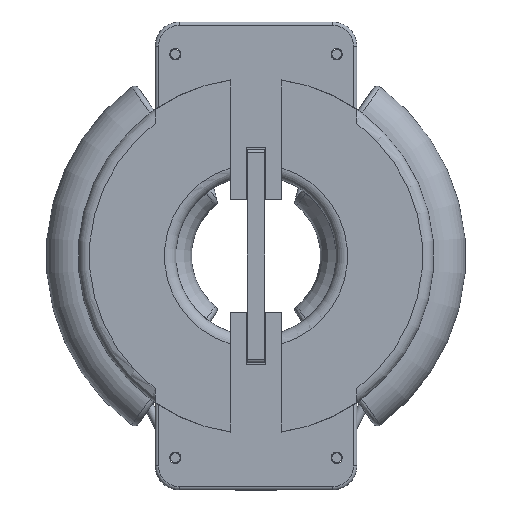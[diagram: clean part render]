
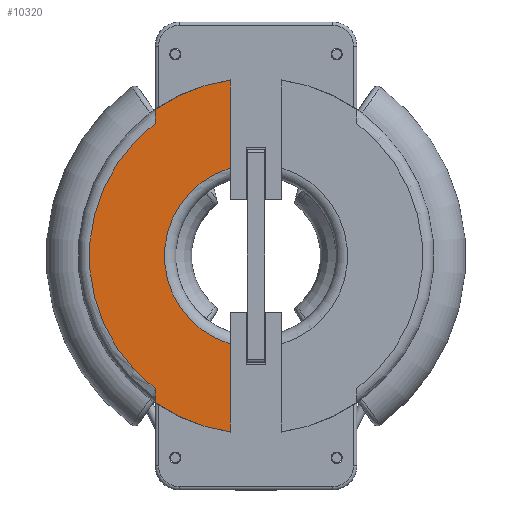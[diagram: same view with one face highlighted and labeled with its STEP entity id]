
A CAD part, front view. The second image highlights one B-rep face of the part: STEP entity #10320.
In plain terms, the highlighted planar face has unit normal (0, -1, 0).
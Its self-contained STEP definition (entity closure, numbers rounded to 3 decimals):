
#89 = DIRECTION ( 'NONE',  ( 0., 0., -1. ) ) ;
#592 = ORIENTED_EDGE ( 'NONE', *, *, #11539, .T. ) ;
#602 = EDGE_CURVE ( 'NONE', #7404, #6099, #1824, .T. ) ;
#614 = CARTESIAN_POINT ( 'NONE',  ( 0., -4.625, 0. ) ) ;
#617 = LINE ( 'NONE', #16126, #6114 ) ;
#630 = ORIENTED_EDGE ( 'NONE', *, *, #2704, .T. ) ;
#1014 = ORIENTED_EDGE ( 'NONE', *, *, #2475, .T. ) ;
#1338 = DIRECTION ( 'NONE',  ( 0., 0., 1. ) ) ;
#1824 = CIRCLE ( 'NONE', #8379, 10.325 ) ;
#2032 = EDGE_CURVE ( 'NONE', #11906, #11036, #9177, .T. ) ;
#2276 = CARTESIAN_POINT ( 'NONE',  ( 0., -4.625, 0. ) ) ;
#2475 = EDGE_CURVE ( 'NONE', #11906, #5882, #617, .T. ) ;
#2601 = CIRCLE ( 'NONE', #11911, 11.025 ) ;
#2704 = EDGE_CURVE ( 'NONE', #9353, #2907, #6912, .T. ) ;
#2907 = VERTEX_POINT ( 'NONE', #14283 ) ;
#3040 = EDGE_CURVE ( 'NONE', #9566, #7404, #9518, .T. ) ;
#5080 = EDGE_CURVE ( 'NONE', #6099, #11036, #9888, .T. ) ;
#5882 = VERTEX_POINT ( 'NONE', #11844 ) ;
#6099 = VERTEX_POINT ( 'NONE', #15067 ) ;
#6114 = VECTOR ( 'NONE', #13531, 1000. ) ;
#6196 = ORIENTED_EDGE ( 'NONE', *, *, #602, .T. ) ;
#6335 = DIRECTION ( 'NONE',  ( 0., 1., 0. ) ) ;
#6402 = DIRECTION ( 'NONE',  ( 0., -1., 0. ) ) ;
#6668 = ORIENTED_EDGE ( 'NONE', *, *, #2032, .F. ) ;
#6693 = DIRECTION ( 'NONE',  ( 0., 0., 1. ) ) ;
#6912 = LINE ( 'NONE', #8960, #10737 ) ;
#7300 = DIRECTION ( 'NONE',  ( 0., 0., 1. ) ) ;
#7331 = CIRCLE ( 'NONE', #10400, 5.675 ) ;
#7404 = VERTEX_POINT ( 'NONE', #12496 ) ;
#7572 = DIRECTION ( 'NONE',  ( 0., 0., 1. ) ) ;
#7778 = CARTESIAN_POINT ( 'NONE',  ( -6.25, -4.625, -9.082 ) ) ;
#7901 = DIRECTION ( 'NONE',  ( 0., -1., 0. ) ) ;
#8058 = CARTESIAN_POINT ( 'NONE',  ( 0., -4.625, 0. ) ) ;
#8094 = VECTOR ( 'NONE', #89, 1000. ) ;
#8379 = AXIS2_PLACEMENT_3D ( 'NONE', #2276, #6402, #7572 ) ;
#8519 = VECTOR ( 'NONE', #13388, 1000. ) ;
#8960 = CARTESIAN_POINT ( 'NONE',  ( -1.6, -4.625, 0. ) ) ;
#9177 = CIRCLE ( 'NONE', #10855, 11.025 ) ;
#9353 = VERTEX_POINT ( 'NONE', #15017 ) ;
#9518 = LINE ( 'NONE', #13451, #8519 ) ;
#9566 = VERTEX_POINT ( 'NONE', #13933 ) ;
#9751 = ORIENTED_EDGE ( 'NONE', *, *, #12431, .T. ) ;
#9888 = LINE ( 'NONE', #15648, #8094 ) ;
#10243 = DIRECTION ( 'NONE',  ( 0., 0., 1. ) ) ;
#10320 = ADVANCED_FACE ( 'NONE', ( #16444 ), #15355, .F. ) ;
#10400 = AXIS2_PLACEMENT_3D ( 'NONE', #8058, #11935, #6693 ) ;
#10737 = VECTOR ( 'NONE', #10243, 1000. ) ;
#10855 = AXIS2_PLACEMENT_3D ( 'NONE', #13701, #11047, #7300 ) ;
#11036 = VERTEX_POINT ( 'NONE', #7778 ) ;
#11047 = DIRECTION ( 'NONE',  ( 0., 1., 0. ) ) ;
#11539 = EDGE_CURVE ( 'NONE', #5882, #9353, #7331, .T. ) ;
#11624 = AXIS2_PLACEMENT_3D ( 'NONE', #12579, #6335, #13940 ) ;
#11844 = CARTESIAN_POINT ( 'NONE',  ( -1.6, -4.625, -5.445 ) ) ;
#11906 = VERTEX_POINT ( 'NONE', #12747 ) ;
#11911 = AXIS2_PLACEMENT_3D ( 'NONE', #614, #7901, #1338 ) ;
#11935 = DIRECTION ( 'NONE',  ( 0., 1., 0. ) ) ;
#12431 = EDGE_CURVE ( 'NONE', #2907, #9566, #2601, .T. ) ;
#12496 = CARTESIAN_POINT ( 'NONE',  ( -6.25, -4.625, 8.218 ) ) ;
#12579 = CARTESIAN_POINT ( 'NONE',  ( 0., -4.625, 0. ) ) ;
#12747 = CARTESIAN_POINT ( 'NONE',  ( -1.6, -4.625, -10.908 ) ) ;
#13071 = ORIENTED_EDGE ( 'NONE', *, *, #5080, .T. ) ;
#13384 = EDGE_LOOP ( 'NONE', ( #9751, #13721, #6196, #13071, #6668, #1014, #592, #630 ) ) ;
#13388 = DIRECTION ( 'NONE',  ( 0., 0., -1. ) ) ;
#13451 = CARTESIAN_POINT ( 'NONE',  ( -6.25, -4.625, 13.75 ) ) ;
#13531 = DIRECTION ( 'NONE',  ( 0., 0., 1. ) ) ;
#13701 = CARTESIAN_POINT ( 'NONE',  ( 0., -4.625, 0. ) ) ;
#13721 = ORIENTED_EDGE ( 'NONE', *, *, #3040, .T. ) ;
#13933 = CARTESIAN_POINT ( 'NONE',  ( -6.25, -4.625, 9.082 ) ) ;
#13940 = DIRECTION ( 'NONE',  ( 0., 0., 1. ) ) ;
#14283 = CARTESIAN_POINT ( 'NONE',  ( -1.6, -4.625, 10.908 ) ) ;
#15017 = CARTESIAN_POINT ( 'NONE',  ( -1.6, -4.625, 5.445 ) ) ;
#15067 = CARTESIAN_POINT ( 'NONE',  ( -6.25, -4.625, -8.218 ) ) ;
#15355 = PLANE ( 'NONE',  #11624 ) ;
#15648 = CARTESIAN_POINT ( 'NONE',  ( -6.25, -4.625, -13.75 ) ) ;
#16126 = CARTESIAN_POINT ( 'NONE',  ( -1.6, -4.625, 0. ) ) ;
#16444 = FACE_OUTER_BOUND ( 'NONE', #13384, .T. ) ;
